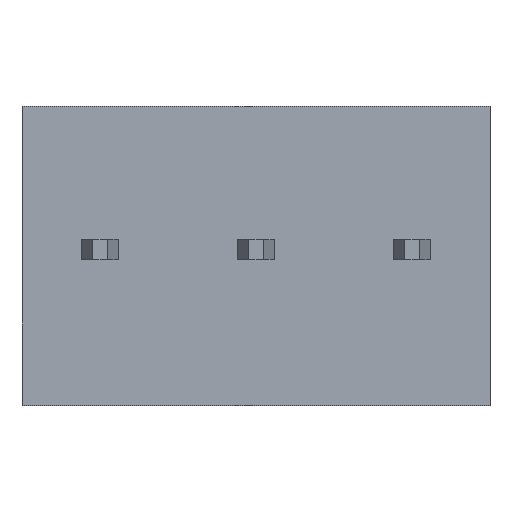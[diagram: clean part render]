
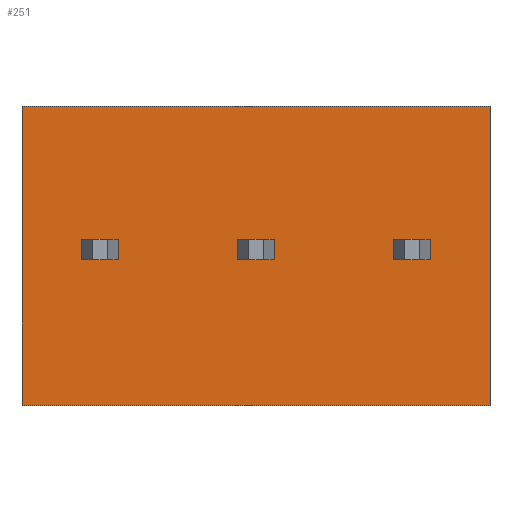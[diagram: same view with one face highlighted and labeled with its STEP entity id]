
A CAD part, top view. The second image highlights one B-rep face of the part: STEP entity #251.
In plain terms, the highlighted planar face has unit normal (0, 0, 1).
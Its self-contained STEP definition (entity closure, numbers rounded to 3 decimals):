
#251 = ADVANCED_FACE( '', ( #548, #549, #550, #551 ), #552, .F. );
#548 = FACE_BOUND( '', #903, .T. );
#549 = FACE_OUTER_BOUND( '', #904, .T. );
#550 = FACE_BOUND( '', #905, .T. );
#551 = FACE_BOUND( '', #906, .T. );
#552 = PLANE( '', #907 );
#903 = EDGE_LOOP( '', ( #1571, #1572, #1573, #1574 ) );
#904 = EDGE_LOOP( '', ( #1575, #1576, #1577, #1578 ) );
#905 = EDGE_LOOP( '', ( #1579, #1580, #1581, #1582 ) );
#906 = EDGE_LOOP( '', ( #1583, #1584, #1585, #1586 ) );
#907 = AXIS2_PLACEMENT_3D( '', #1587, #1588, #1589 );
#1571 = ORIENTED_EDGE( '', *, *, #2145, .F. );
#1572 = ORIENTED_EDGE( '', *, *, #2184, .F. );
#1573 = ORIENTED_EDGE( '', *, *, #2078, .T. );
#1574 = ORIENTED_EDGE( '', *, *, #2185, .F. );
#1575 = ORIENTED_EDGE( '', *, *, #2186, .T. );
#1576 = ORIENTED_EDGE( '', *, *, #2165, .T. );
#1577 = ORIENTED_EDGE( '', *, *, #2117, .F. );
#1578 = ORIENTED_EDGE( '', *, *, #2187, .F. );
#1579 = ORIENTED_EDGE( '', *, *, #2188, .F. );
#1580 = ORIENTED_EDGE( '', *, *, #2000, .F. );
#1581 = ORIENTED_EDGE( '', *, *, #2189, .T. );
#1582 = ORIENTED_EDGE( '', *, *, #2104, .F. );
#1583 = ORIENTED_EDGE( '', *, *, #2172, .F. );
#1584 = ORIENTED_EDGE( '', *, *, #2190, .F. );
#1585 = ORIENTED_EDGE( '', *, *, #2049, .T. );
#1586 = ORIENTED_EDGE( '', *, *, #2191, .F. );
#1587 = CARTESIAN_POINT( '', ( 141.302, 124.734, 0. ) );
#1588 = DIRECTION( '', ( 0., 0., -1. ) );
#1589 = DIRECTION( '', ( -1., 0., 0. ) );
#2000 = EDGE_CURVE( '', #2378, #2381, #2382, .T. );
#2049 = EDGE_CURVE( '', #2458, #2459, #2460, .T. );
#2078 = EDGE_CURVE( '', #2503, #2504, #2505, .T. );
#2104 = EDGE_CURVE( '', #2544, #2546, #2547, .T. );
#2117 = EDGE_CURVE( '', #2564, #2565, #2566, .T. );
#2145 = EDGE_CURVE( '', #2601, #2604, #2605, .T. );
#2165 = EDGE_CURVE( '', #2629, #2565, #2630, .T. );
#2172 = EDGE_CURVE( '', #2637, #2640, #2641, .T. );
#2184 = EDGE_CURVE( '', #2503, #2601, #2655, .T. );
#2185 = EDGE_CURVE( '', #2604, #2504, #2656, .T. );
#2186 = EDGE_CURVE( '', #2657, #2629, #2658, .T. );
#2187 = EDGE_CURVE( '', #2657, #2564, #2659, .T. );
#2188 = EDGE_CURVE( '', #2381, #2544, #2660, .T. );
#2189 = EDGE_CURVE( '', #2378, #2546, #2661, .T. );
#2190 = EDGE_CURVE( '', #2458, #2637, #2662, .T. );
#2191 = EDGE_CURVE( '', #2640, #2459, #2663, .T. );
#2378 = VERTEX_POINT( '', #2918 );
#2381 = VERTEX_POINT( '', #2922 );
#2382 = LINE( '', #2923, #2924 );
#2458 = VERTEX_POINT( '', #3025 );
#2459 = VERTEX_POINT( '', #3026 );
#2460 = LINE( '', #3027, #3028 );
#2503 = VERTEX_POINT( '', #3090 );
#2504 = VERTEX_POINT( '', #3091 );
#2505 = LINE( '', #3092, #3093 );
#2544 = VERTEX_POINT( '', #3144 );
#2546 = VERTEX_POINT( '', #3147 );
#2547 = LINE( '', #3148, #3149 );
#2564 = VERTEX_POINT( '', #3174 );
#2565 = VERTEX_POINT( '', #3175 );
#2566 = LINE( '', #3176, #3177 );
#2601 = VERTEX_POINT( '', #3229 );
#2604 = VERTEX_POINT( '', #3233 );
#2605 = LINE( '', #3234, #3235 );
#2629 = VERTEX_POINT( '', #3269 );
#2630 = LINE( '', #3270, #3271 );
#2637 = VERTEX_POINT( '', #3282 );
#2640 = VERTEX_POINT( '', #3286 );
#2641 = LINE( '', #3287, #3288 );
#2655 = LINE( '', #3309, #3310 );
#2656 = LINE( '', #3311, #3312 );
#2657 = VERTEX_POINT( '', #3313 );
#2658 = LINE( '', #3314, #3315 );
#2659 = LINE( '', #3316, #3317 );
#2660 = LINE( '', #3318, #3319 );
#2661 = LINE( '', #3320, #3321 );
#2662 = LINE( '', #3322, #3323 );
#2663 = LINE( '', #3324, #3325 );
#2918 = CARTESIAN_POINT( '', ( 175.622, 121.484, 0. ) );
#2922 = CARTESIAN_POINT( '', ( 174.722, 121.484, 0. ) );
#2923 = CARTESIAN_POINT( '', ( 141.302, 121.484, 0. ) );
#2924 = VECTOR( '', #3494, 1000. );
#3025 = CARTESIAN_POINT( '', ( 168.002, 121.484, 0. ) );
#3026 = CARTESIAN_POINT( '', ( 168.002, 120.984, 0. ) );
#3027 = CARTESIAN_POINT( '', ( 168.002, 124.734, 0. ) );
#3028 = VECTOR( '', #3553, 1000. );
#3090 = CARTESIAN_POINT( '', ( 171.812, 121.484, 0. ) );
#3091 = CARTESIAN_POINT( '', ( 171.812, 120.984, 0. ) );
#3092 = CARTESIAN_POINT( '', ( 171.812, 124.734, 0. ) );
#3093 = VECTOR( '', #3576, 1000. );
#3144 = CARTESIAN_POINT( '', ( 174.722, 120.984, 0. ) );
#3147 = CARTESIAN_POINT( '', ( 175.622, 120.984, 0. ) );
#3148 = CARTESIAN_POINT( '', ( 141.302, 120.984, 0. ) );
#3149 = VECTOR( '', #3608, 1000. );
#3174 = CARTESIAN_POINT( '', ( 165.647, 124.734, 0. ) );
#3175 = CARTESIAN_POINT( '', ( 177.077, 124.734, 0. ) );
#3176 = CARTESIAN_POINT( '', ( 141.302, 124.734, 0. ) );
#3177 = VECTOR( '', #3620, 1000. );
#3229 = CARTESIAN_POINT( '', ( 170.912, 121.484, 0. ) );
#3233 = CARTESIAN_POINT( '', ( 170.912, 120.984, 0. ) );
#3234 = CARTESIAN_POINT( '', ( 170.912, 124.734, 0. ) );
#3235 = VECTOR( '', #3645, 1000. );
#3269 = CARTESIAN_POINT( '', ( 177.077, 117.434, 0. ) );
#3270 = CARTESIAN_POINT( '', ( 177.077, 124.734, 0. ) );
#3271 = VECTOR( '', #3659, 1000. );
#3282 = CARTESIAN_POINT( '', ( 167.102, 121.484, 0. ) );
#3286 = CARTESIAN_POINT( '', ( 167.102, 120.984, 0. ) );
#3287 = CARTESIAN_POINT( '', ( 167.102, 124.734, 0. ) );
#3288 = VECTOR( '', #3665, 1000. );
#3309 = CARTESIAN_POINT( '', ( 141.302, 121.484, 0. ) );
#3310 = VECTOR( '', #3673, 1000. );
#3311 = CARTESIAN_POINT( '', ( 141.302, 120.984, 0. ) );
#3312 = VECTOR( '', #3674, 1000. );
#3313 = CARTESIAN_POINT( '', ( 165.647, 117.434, 0. ) );
#3314 = CARTESIAN_POINT( '', ( 141.302, 117.434, 0. ) );
#3315 = VECTOR( '', #3675, 1000. );
#3316 = CARTESIAN_POINT( '', ( 165.647, 124.734, 0. ) );
#3317 = VECTOR( '', #3676, 1000. );
#3318 = CARTESIAN_POINT( '', ( 174.722, 124.734, 0. ) );
#3319 = VECTOR( '', #3677, 1000. );
#3320 = CARTESIAN_POINT( '', ( 175.622, 124.734, 0. ) );
#3321 = VECTOR( '', #3678, 1000. );
#3322 = CARTESIAN_POINT( '', ( 141.302, 121.484, 0. ) );
#3323 = VECTOR( '', #3679, 1000. );
#3324 = CARTESIAN_POINT( '', ( 141.302, 120.984, 0. ) );
#3325 = VECTOR( '', #3680, 1000. );
#3494 = DIRECTION( '', ( -1., 0., 0. ) );
#3553 = DIRECTION( '', ( 0., -1., 0. ) );
#3576 = DIRECTION( '', ( 0., -1., 0. ) );
#3608 = DIRECTION( '', ( 1., 0., 0. ) );
#3620 = DIRECTION( '', ( 1., 0., 0. ) );
#3645 = DIRECTION( '', ( 0., -1., 0. ) );
#3659 = DIRECTION( '', ( 0., 1., 0. ) );
#3665 = DIRECTION( '', ( 0., -1., 0. ) );
#3673 = DIRECTION( '', ( -1., 0., 0. ) );
#3674 = DIRECTION( '', ( 1., 0., 0. ) );
#3675 = DIRECTION( '', ( 1., 0., 0. ) );
#3676 = DIRECTION( '', ( 0., 1., 0. ) );
#3677 = DIRECTION( '', ( 0., -1., 0. ) );
#3678 = DIRECTION( '', ( 0., -1., 0. ) );
#3679 = DIRECTION( '', ( -1., 0., 0. ) );
#3680 = DIRECTION( '', ( 1., 0., 0. ) );
